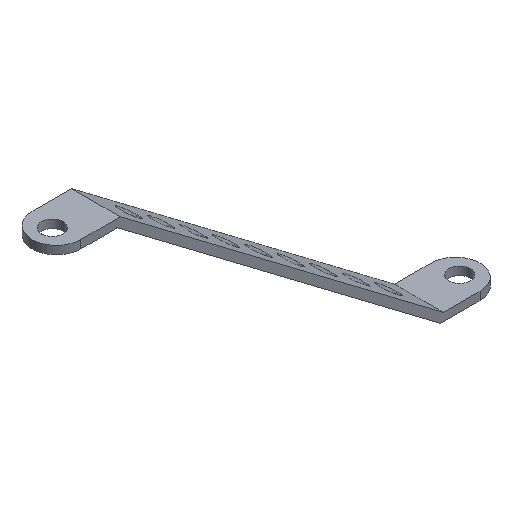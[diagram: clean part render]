
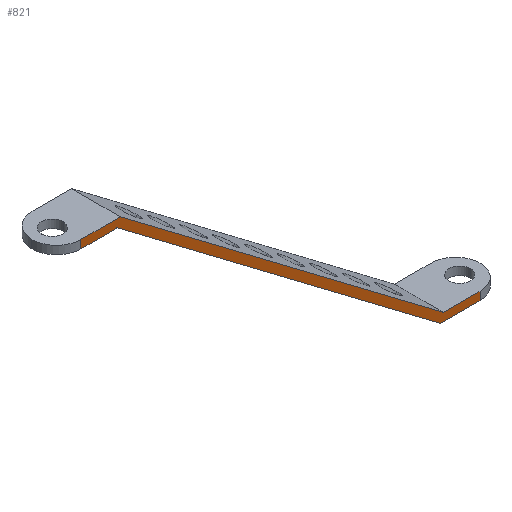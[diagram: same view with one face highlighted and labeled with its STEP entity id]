
A CAD part, isometric view. The second image highlights one B-rep face of the part: STEP entity #821.
In plain terms, the highlighted planar face has unit normal (0, -1, 0).
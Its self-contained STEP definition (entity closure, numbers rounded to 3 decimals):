
#3 = CARTESIAN_POINT ( 'NONE',  ( -10.773, 0., -32.153 ) ) ;
#7 = PLANE ( 'NONE',  #1155 ) ;
#32 = LINE ( 'NONE', #777, #651 ) ;
#52 = ORIENTED_EDGE ( 'NONE', *, *, #716, .T. ) ;
#56 = LINE ( 'NONE', #144, #775 ) ;
#74 = DIRECTION ( 'NONE',  ( 0., -1., 0. ) ) ;
#101 = ORIENTED_EDGE ( 'NONE', *, *, #465, .T. ) ;
#128 = CARTESIAN_POINT ( 'NONE',  ( -3.037, 0., -32.153 ) ) ;
#130 = DIRECTION ( 'NONE',  ( 0., 0., 1. ) ) ;
#137 = DIRECTION ( 'NONE',  ( 0., 0., -1. ) ) ;
#144 = CARTESIAN_POINT ( 'NONE',  ( -86.237, 0., 17.447 ) ) ;
#162 = EDGE_CURVE ( 'NONE', #281, #767, #286, .T. ) ;
#183 = EDGE_CURVE ( 'NONE', #318, #836, #32, .T. ) ;
#220 = DIRECTION ( 'NONE',  ( -1., 0., 0. ) ) ;
#248 = CARTESIAN_POINT ( 'NONE',  ( -86.237, 0., 15.847 ) ) ;
#277 = VERTEX_POINT ( 'NONE', #3 ) ;
#281 = VERTEX_POINT ( 'NONE', #903 ) ;
#286 = LINE ( 'NONE', #1043, #453 ) ;
#288 = ORIENTED_EDGE ( 'NONE', *, *, #183, .F. ) ;
#309 = VERTEX_POINT ( 'NONE', #448 ) ;
#318 = VERTEX_POINT ( 'NONE', #329 ) ;
#319 = VECTOR ( 'NONE', #701, 1000. ) ;
#329 = CARTESIAN_POINT ( 'NONE',  ( -81.437, 0., 15.847 ) ) ;
#350 = FACE_OUTER_BOUND ( 'NONE', #1122, .T. ) ;
#365 = ORIENTED_EDGE ( 'NONE', *, *, #713, .T. ) ;
#389 = LINE ( 'NONE', #1046, #992 ) ;
#393 = VECTOR ( 'NONE', #911, 1000. ) ;
#424 = LINE ( 'NONE', #872, #319 ) ;
#427 = ORIENTED_EDGE ( 'NONE', *, *, #818, .T. ) ;
#439 = CARTESIAN_POINT ( 'NONE',  ( -74.237, 0., 15.847 ) ) ;
#448 = CARTESIAN_POINT ( 'NONE',  ( -3.037, 0., -32.153 ) ) ;
#453 = VECTOR ( 'NONE', #477, 1000. ) ;
#454 = VERTEX_POINT ( 'NONE', #1144 ) ;
#465 = EDGE_CURVE ( 'NONE', #767, #454, #389, .T. ) ;
#477 = DIRECTION ( 'NONE',  ( -1., 0., 0. ) ) ;
#495 = CARTESIAN_POINT ( 'NONE',  ( -10.237, 0., -30.553 ) ) ;
#511 = VECTOR ( 'NONE', #137, 1000. ) ;
#629 = DIRECTION ( 'NONE',  ( 0., 0., -1. ) ) ;
#639 = EDGE_CURVE ( 'NONE', #281, #309, #1048, .T. ) ;
#651 = VECTOR ( 'NONE', #130, 1000. ) ;
#662 = ORIENTED_EDGE ( 'NONE', *, *, #720, .T. ) ;
#668 = DIRECTION ( 'NONE',  ( -0.798, 0., 0.603 ) ) ;
#688 = DIRECTION ( 'NONE',  ( 1., 0., 0. ) ) ;
#701 = DIRECTION ( 'NONE',  ( 1., 0., 0. ) ) ;
#713 = EDGE_CURVE ( 'NONE', #277, #309, #1054, .T. ) ;
#716 = EDGE_CURVE ( 'NONE', #318, #731, #424, .T. ) ;
#720 = EDGE_CURVE ( 'NONE', #454, #836, #56, .T. ) ;
#731 = VERTEX_POINT ( 'NONE', #807 ) ;
#743 = ORIENTED_EDGE ( 'NONE', *, *, #162, .T. ) ;
#767 = VERTEX_POINT ( 'NONE', #495 ) ;
#775 = VECTOR ( 'NONE', #220, 1000. ) ;
#777 = CARTESIAN_POINT ( 'NONE',  ( -81.437, 0., 17.447 ) ) ;
#799 = CARTESIAN_POINT ( 'NONE',  ( -86.237, 0., -32.153 ) ) ;
#807 = CARTESIAN_POINT ( 'NONE',  ( -74.237, 0., 15.847 ) ) ;
#818 = EDGE_CURVE ( 'NONE', #731, #277, #1086, .T. ) ;
#821 = ADVANCED_FACE ( 'NONE', ( #350 ), #7, .T. ) ;
#836 = VERTEX_POINT ( 'NONE', #1105 ) ;
#843 = ORIENTED_EDGE ( 'NONE', *, *, #639, .F. ) ;
#872 = CARTESIAN_POINT ( 'NONE',  ( -86.237, 0., 15.847 ) ) ;
#903 = CARTESIAN_POINT ( 'NONE',  ( -3.037, 0., -30.553 ) ) ;
#911 = DIRECTION ( 'NONE',  ( 0.798, 0., -0.603 ) ) ;
#992 = VECTOR ( 'NONE', #668, 1000. ) ;
#1043 = CARTESIAN_POINT ( 'NONE',  ( -86.237, 0., -30.553 ) ) ;
#1046 = CARTESIAN_POINT ( 'NONE',  ( -10.237, 0., -30.553 ) ) ;
#1048 = LINE ( 'NONE', #128, #511 ) ;
#1054 = LINE ( 'NONE', #799, #1174 ) ;
#1086 = LINE ( 'NONE', #439, #393 ) ;
#1105 = CARTESIAN_POINT ( 'NONE',  ( -81.437, 0., 17.447 ) ) ;
#1122 = EDGE_LOOP ( 'NONE', ( #743, #101, #662, #288, #52, #427, #365, #843 ) ) ;
#1144 = CARTESIAN_POINT ( 'NONE',  ( -73.7, 0., 17.447 ) ) ;
#1155 = AXIS2_PLACEMENT_3D ( 'NONE', #248, #74, #629 ) ;
#1174 = VECTOR ( 'NONE', #688, 1000. ) ;
